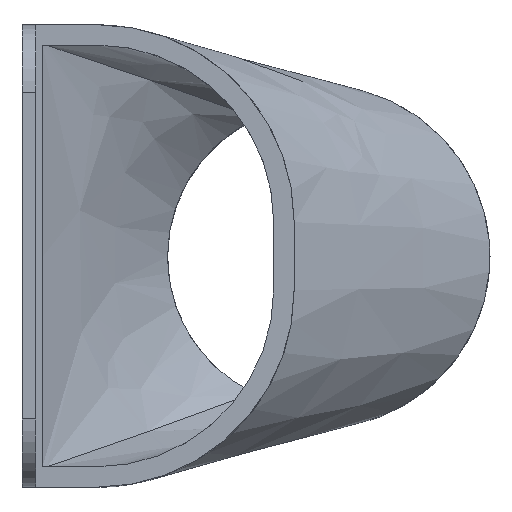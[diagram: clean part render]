
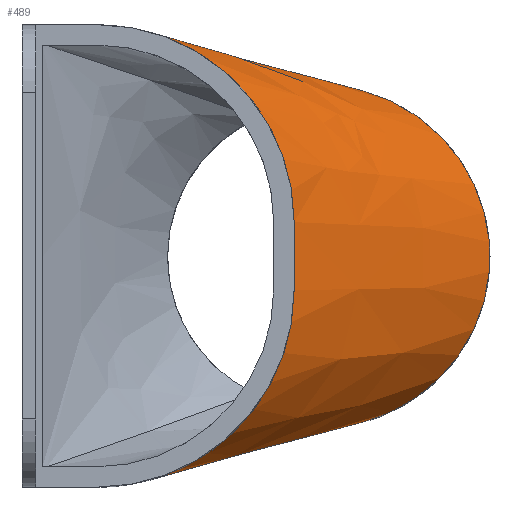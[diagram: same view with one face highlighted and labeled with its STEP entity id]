
A CAD part, top view. The second image highlights one B-rep face of the part: STEP entity #489.
In plain terms, the highlighted free-form (B-spline) face has degree [3, 3] with [18, 4] control points.
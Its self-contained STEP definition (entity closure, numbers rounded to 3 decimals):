
#39=B_SPLINE_SURFACE_WITH_KNOTS('',3,3,((#1208,#1209,#1210,#1211),(#1212,
#1213,#1214,#1215),(#1216,#1217,#1218,#1219),(#1220,#1221,#1222,#1223),
(#1224,#1225,#1226,#1227),(#1228,#1229,#1230,#1231),(#1232,#1233,#1234,
#1235),(#1236,#1237,#1238,#1239),(#1240,#1241,#1242,#1243),(#1244,#1245,
#1246,#1247),(#1248,#1249,#1250,#1251),(#1252,#1253,#1254,#1255),(#1256,
#1257,#1258,#1259),(#1260,#1261,#1262,#1263),(#1264,#1265,#1266,#1267),
(#1268,#1269,#1270,#1271),(#1272,#1273,#1274,#1275),(#1276,#1277,#1278,
#1279)),.UNSPECIFIED.,.F.,.F.,.F.,(4,2,1,1,1,2,2,1,1,1,2,4),(4,4),(0.,0.089,
0.182,0.274,0.367,0.459,
0.541,0.679,0.726,0.818,
0.911,1.),(0.,1.),.UNSPECIFIED.);
#66=FACE_OUTER_BOUND('',#90,.T.);
#90=EDGE_LOOP('',(#401,#402,#403,#404,#405,#406,#407,#408,#409,#410,#411,
#412));
#123=LINE('',#1202,#159);
#124=LINE('',#1207,#160);
#125=LINE('',#1281,#161);
#126=LINE('',#1288,#162);
#127=LINE('',#1294,#163);
#159=VECTOR('',#611,48.599);
#160=VECTOR('',#616,48.267);
#161=VECTOR('',#617,10.);
#162=VECTOR('',#624,10.);
#163=VECTOR('',#629,10.);
#183=CIRCLE('',#533,25.2);
#184=CIRCLE('',#534,25.2);
#185=CIRCLE('',#535,25.2);
#186=CIRCLE('',#536,29.);
#187=CIRCLE('',#537,29.);
#188=CIRCLE('',#538,29.);
#189=CIRCLE('',#539,29.);
#227=VERTEX_POINT('',#1198);
#228=VERTEX_POINT('',#1199);
#229=VERTEX_POINT('',#1201);
#231=VERTEX_POINT('',#1205);
#232=VERTEX_POINT('',#1280);
#233=VERTEX_POINT('',#1282);
#234=VERTEX_POINT('',#1284);
#235=VERTEX_POINT('',#1287);
#236=VERTEX_POINT('',#1289);
#237=VERTEX_POINT('',#1291);
#238=VERTEX_POINT('',#1293);
#239=VERTEX_POINT('',#1295);
#292=EDGE_CURVE('',#228,#229,#123,.T.);
#295=EDGE_CURVE('',#227,#231,#124,.T.);
#296=EDGE_CURVE('',#232,#227,#125,.T.);
#297=EDGE_CURVE('',#231,#233,#183,.T.);
#298=EDGE_CURVE('',#233,#234,#184,.T.);
#299=EDGE_CURVE('',#234,#229,#185,.T.);
#300=EDGE_CURVE('',#228,#235,#126,.T.);
#301=EDGE_CURVE('',#236,#235,#186,.T.);
#302=EDGE_CURVE('',#237,#236,#187,.T.);
#303=EDGE_CURVE('',#237,#238,#127,.T.);
#304=EDGE_CURVE('',#239,#238,#188,.T.);
#305=EDGE_CURVE('',#232,#239,#189,.T.);
#401=ORIENTED_EDGE('',*,*,#296,.T.);
#402=ORIENTED_EDGE('',*,*,#295,.T.);
#403=ORIENTED_EDGE('',*,*,#297,.T.);
#404=ORIENTED_EDGE('',*,*,#298,.T.);
#405=ORIENTED_EDGE('',*,*,#299,.T.);
#406=ORIENTED_EDGE('',*,*,#292,.F.);
#407=ORIENTED_EDGE('',*,*,#300,.T.);
#408=ORIENTED_EDGE('',*,*,#301,.F.);
#409=ORIENTED_EDGE('',*,*,#302,.F.);
#410=ORIENTED_EDGE('',*,*,#303,.T.);
#411=ORIENTED_EDGE('',*,*,#304,.F.);
#412=ORIENTED_EDGE('',*,*,#305,.F.);
#489=ADVANCED_FACE('',(#66),#39,.F.);
#533=AXIS2_PLACEMENT_3D('',#1283,#618,#619);
#534=AXIS2_PLACEMENT_3D('',#1285,#620,#621);
#535=AXIS2_PLACEMENT_3D('',#1286,#622,#623);
#536=AXIS2_PLACEMENT_3D('',#1290,#625,#626);
#537=AXIS2_PLACEMENT_3D('',#1292,#627,#628);
#538=AXIS2_PLACEMENT_3D('',#1296,#630,#631);
#539=AXIS2_PLACEMENT_3D('',#1297,#632,#633);
#611=DIRECTION('',(0.676,-0.23,-0.7));
#616=DIRECTION('',(0.669,0.238,-0.704));
#617=DIRECTION('',(-1.,0.,0.));
#618=DIRECTION('center_axis',(0.,0.,1.));
#619=DIRECTION('ref_axis',(1.,0.,0.));
#620=DIRECTION('center_axis',(0.,0.,1.));
#621=DIRECTION('ref_axis',(1.,0.,0.));
#622=DIRECTION('center_axis',(0.,0.,1.));
#623=DIRECTION('ref_axis',(1.,0.,0.));
#624=DIRECTION('',(1.,0.,0.));
#625=DIRECTION('center_axis',(0.,0.,1.));
#626=DIRECTION('ref_axis',(0.707,0.707,0.));
#627=DIRECTION('center_axis',(0.,0.,1.));
#628=DIRECTION('ref_axis',(0.707,0.707,0.));
#629=DIRECTION('',(0.,-1.,0.));
#630=DIRECTION('center_axis',(0.,0.,1.));
#631=DIRECTION('ref_axis',(0.707,-0.707,0.));
#632=DIRECTION('center_axis',(0.,0.,1.));
#633=DIRECTION('ref_axis',(0.707,-0.707,0.));
#1198=CARTESIAN_POINT('',(-43.6,-34.,64.));
#1199=CARTESIAN_POINT('',(-43.6,34.,64.));
#1201=CARTESIAN_POINT('',(-10.73,22.802,30.));
#1202=CARTESIAN_POINT('',(-43.6,34.,64.));
#1205=CARTESIAN_POINT('',(-11.324,-22.512,30.));
#1207=CARTESIAN_POINT('',(-43.6,-34.,64.));
#1208=CARTESIAN_POINT('Ctrl Pts',(-43.6,-34.,64.));
#1209=CARTESIAN_POINT('Ctrl Pts',(-32.841,-30.171,52.667));
#1210=CARTESIAN_POINT('Ctrl Pts',(-22.083,-26.341,41.333));
#1211=CARTESIAN_POINT('Ctrl Pts',(-11.324,-22.512,30.));
#1212=CARTESIAN_POINT('Ctrl Pts',(-39.933,-34.,64.));
#1213=CARTESIAN_POINT('Ctrl Pts',(-29.493,-30.626,52.667));
#1214=CARTESIAN_POINT('Ctrl Pts',(-19.051,-27.251,41.333));
#1215=CARTESIAN_POINT('Ctrl Pts',(-8.61,-23.877,30.));
#1216=CARTESIAN_POINT('Ctrl Pts',(-36.267,-34.,64.));
#1217=CARTESIAN_POINT('Ctrl Pts',(-26.06,-30.916,52.667));
#1218=CARTESIAN_POINT('Ctrl Pts',(-15.854,-27.831,41.333));
#1219=CARTESIAN_POINT('Ctrl Pts',(-5.648,-24.747,30.));
#1220=CARTESIAN_POINT('Ctrl Pts',(-28.804,-34.,64.));
#1221=CARTESIAN_POINT('Ctrl Pts',(-19.035,-31.13,52.667));
#1222=CARTESIAN_POINT('Ctrl Pts',(-9.267,-28.26,41.333));
#1223=CARTESIAN_POINT('Ctrl Pts',(0.502,-25.39,30.));
#1224=CARTESIAN_POINT('Ctrl Pts',(-21.212,-32.491,64.));
#1225=CARTESIAN_POINT('Ctrl Pts',(-11.848,-29.948,52.667));
#1226=CARTESIAN_POINT('Ctrl Pts',(-2.483,-27.405,41.333));
#1227=CARTESIAN_POINT('Ctrl Pts',(6.882,-24.862,30.));
#1228=CARTESIAN_POINT('Ctrl Pts',(-11.559,-26.041,64.));
#1229=CARTESIAN_POINT('Ctrl Pts',(-2.54,-24.235,52.667));
#1230=CARTESIAN_POINT('Ctrl Pts',(6.479,-22.429,41.333));
#1231=CARTESIAN_POINT('Ctrl Pts',(15.498,-20.623,30.));
#1232=CARTESIAN_POINT('Ctrl Pts',(-5.107,-16.387,64.));
#1233=CARTESIAN_POINT('Ctrl Pts',(3.918,-15.433,52.667));
#1234=CARTESIAN_POINT('Ctrl Pts',(12.943,-14.479,41.333));
#1235=CARTESIAN_POINT('Ctrl Pts',(21.968,-13.526,30.));
#1236=CARTESIAN_POINT('Ctrl Pts',(-3.598,-8.795,64.));
#1237=CARTESIAN_POINT('Ctrl Pts',(5.685,-8.379,52.667));
#1238=CARTESIAN_POINT('Ctrl Pts',(14.967,-7.962,41.333));
#1239=CARTESIAN_POINT('Ctrl Pts',(24.25,-7.545,30.));
#1240=CARTESIAN_POINT('Ctrl Pts',(-3.597,-1.665,64.));
#1241=CARTESIAN_POINT('Ctrl Pts',(6.034,-1.687,52.667));
#1242=CARTESIAN_POINT('Ctrl Pts',(15.664,-1.709,41.333));
#1243=CARTESIAN_POINT('Ctrl Pts',(25.295,-1.73,30.));
#1244=CARTESIAN_POINT('Ctrl Pts',(-3.599,1.667,64.));
#1245=CARTESIAN_POINT('Ctrl Pts',(6.045,1.467,52.667));
#1246=CARTESIAN_POINT('Ctrl Pts',(15.686,1.267,41.333));
#1247=CARTESIAN_POINT('Ctrl Pts',(25.33,1.068,30.));
#1248=CARTESIAN_POINT('Ctrl Pts',(-3.589,10.698,64.));
#1249=CARTESIAN_POINT('Ctrl Pts',(5.676,9.954,52.667));
#1250=CARTESIAN_POINT('Ctrl Pts',(14.943,9.209,41.333));
#1251=CARTESIAN_POINT('Ctrl Pts',(24.208,8.465,30.));
#1252=CARTESIAN_POINT('Ctrl Pts',(-5.907,18.268,64.));
#1253=CARTESIAN_POINT('Ctrl Pts',(3.214,16.976,52.667));
#1254=CARTESIAN_POINT('Ctrl Pts',(12.337,15.685,41.333));
#1255=CARTESIAN_POINT('Ctrl Pts',(21.458,14.393,30.));
#1256=CARTESIAN_POINT('Ctrl Pts',(-13.175,27.113,64.));
#1257=CARTESIAN_POINT('Ctrl Pts',(-3.913,25.058,52.667));
#1258=CARTESIAN_POINT('Ctrl Pts',(5.349,23.004,41.333));
#1259=CARTESIAN_POINT('Ctrl Pts',(14.611,20.95,30.));
#1260=CARTESIAN_POINT('Ctrl Pts',(-21.209,32.494,64.));
#1261=CARTESIAN_POINT('Ctrl Pts',(-11.628,29.888,52.667));
#1262=CARTESIAN_POINT('Ctrl Pts',(-2.047,27.281,41.333));
#1263=CARTESIAN_POINT('Ctrl Pts',(7.534,24.675,30.));
#1264=CARTESIAN_POINT('Ctrl Pts',(-28.805,34.,64.));
#1265=CARTESIAN_POINT('Ctrl Pts',(-18.815,31.122,52.667));
#1266=CARTESIAN_POINT('Ctrl Pts',(-8.824,28.245,41.333));
#1267=CARTESIAN_POINT('Ctrl Pts',(1.167,25.368,30.));
#1268=CARTESIAN_POINT('Ctrl Pts',(-36.267,34.,64.));
#1269=CARTESIAN_POINT('Ctrl Pts',(-25.844,30.962,52.667));
#1270=CARTESIAN_POINT('Ctrl Pts',(-15.42,27.924,41.333));
#1271=CARTESIAN_POINT('Ctrl Pts',(-4.997,24.886,30.));
#1272=CARTESIAN_POINT('Ctrl Pts',(-39.933,34.,64.));
#1273=CARTESIAN_POINT('Ctrl Pts',(-29.283,30.699,52.667));
#1274=CARTESIAN_POINT('Ctrl Pts',(-18.632,27.396,41.333));
#1275=CARTESIAN_POINT('Ctrl Pts',(-7.981,24.095,30.));
#1276=CARTESIAN_POINT('Ctrl Pts',(-43.6,34.,64.));
#1277=CARTESIAN_POINT('Ctrl Pts',(-32.643,30.267,52.667));
#1278=CARTESIAN_POINT('Ctrl Pts',(-21.686,26.534,41.333));
#1279=CARTESIAN_POINT('Ctrl Pts',(-10.73,22.802,30.));
#1280=CARTESIAN_POINT('',(-32.6,-34.,64.));
#1281=CARTESIAN_POINT('',(-3.6,-34.,64.));
#1282=CARTESIAN_POINT('',(6.504,-24.346,30.));
#1283=CARTESIAN_POINT('Origin',(0.,0.,30.));
#1284=CARTESIAN_POINT('',(6.568,24.329,30.));
#1285=CARTESIAN_POINT('Origin',(0.,0.,30.));
#1286=CARTESIAN_POINT('Origin',(0.,0.,30.));
#1287=CARTESIAN_POINT('',(-32.6,34.,64.));
#1288=CARTESIAN_POINT('',(-43.6,34.,64.));
#1289=CARTESIAN_POINT('',(-24.842,32.943,64.));
#1290=CARTESIAN_POINT('Origin',(-32.6,5.,64.));
#1291=CARTESIAN_POINT('',(-3.6,5.,64.));
#1292=CARTESIAN_POINT('Origin',(-32.6,5.,64.));
#1293=CARTESIAN_POINT('',(-3.6,-5.,64.));
#1294=CARTESIAN_POINT('',(-3.6,34.,64.));
#1295=CARTESIAN_POINT('',(-24.783,-32.927,64.));
#1296=CARTESIAN_POINT('Origin',(-32.6,-5.,64.));
#1297=CARTESIAN_POINT('Origin',(-32.6,-5.,64.));
